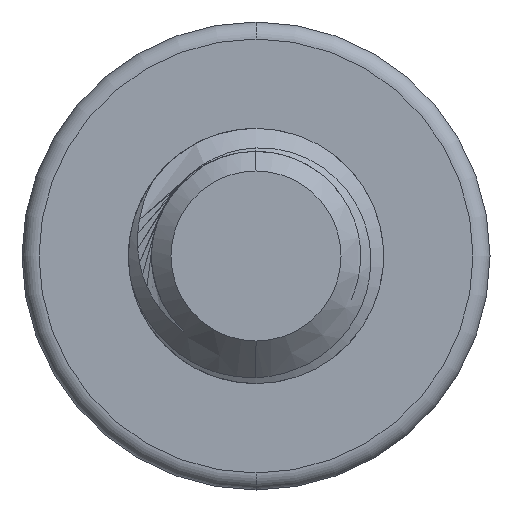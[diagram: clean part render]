
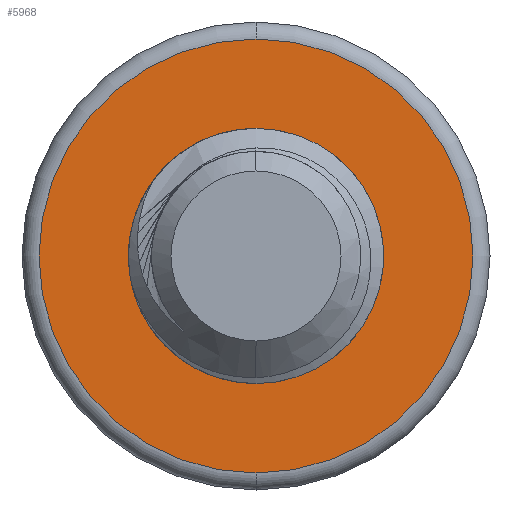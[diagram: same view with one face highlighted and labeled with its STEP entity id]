
A CAD part, front view. The second image highlights one B-rep face of the part: STEP entity #5968.
In plain terms, the highlighted planar face has unit normal (0, -1, 0).
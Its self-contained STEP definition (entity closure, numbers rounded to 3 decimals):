
#518 = DIRECTION ( 'NONE',  ( 0., -1., 0. ) ) ;
#1386 = AXIS2_PLACEMENT_3D ( 'NONE', #4698, #5292, #7399 ) ;
#1812 = DIRECTION ( 'NONE',  ( 0., 0., 1. ) ) ;
#1857 = CARTESIAN_POINT ( 'NONE',  ( 0., 50., 0. ) ) ;
#2261 = DIRECTION ( 'NONE',  ( 0., 0., 1. ) ) ;
#2340 = VERTEX_POINT ( 'NONE', #4813 ) ;
#2398 = EDGE_CURVE ( 'NONE', #7633, #2340, #7698, .T. ) ;
#2406 = CIRCLE ( 'NONE', #3538, 1.5 ) ;
#2732 = CARTESIAN_POINT ( 'NONE',  ( 0., 50., 1.5 ) ) ;
#3102 = EDGE_CURVE ( 'NONE', #2340, #7633, #3634, .T. ) ;
#3261 = DIRECTION ( 'NONE',  ( 0., 0., 1. ) ) ;
#3506 = DIRECTION ( 'NONE',  ( 0., 0., 1. ) ) ;
#3538 = AXIS2_PLACEMENT_3D ( 'NONE', #4870, #7649, #3506 ) ;
#3544 = ORIENTED_EDGE ( 'NONE', *, *, #7746, .T. ) ;
#3595 = PLANE ( 'NONE',  #7240 ) ;
#3634 = CIRCLE ( 'NONE', #6374, 2.55 ) ;
#3733 = FACE_OUTER_BOUND ( 'NONE', #7301, .T. ) ;
#3789 = VERTEX_POINT ( 'NONE', #6769 ) ;
#4698 = CARTESIAN_POINT ( 'NONE',  ( 0., 50., 0. ) ) ;
#4813 = CARTESIAN_POINT ( 'NONE',  ( 0., 50., -2.55 ) ) ;
#4870 = CARTESIAN_POINT ( 'NONE',  ( 0., 50., 0. ) ) ;
#5006 = DIRECTION ( 'NONE',  ( 0., 1., 0. ) ) ;
#5083 = VERTEX_POINT ( 'NONE', #2732 ) ;
#5277 = CIRCLE ( 'NONE', #1386, 1.5 ) ;
#5292 = DIRECTION ( 'NONE',  ( 0., 1., 0. ) ) ;
#5349 = ORIENTED_EDGE ( 'NONE', *, *, #2398, .T. ) ;
#5968 = ADVANCED_FACE ( 'NONE', ( #3733, #6486 ), #3595, .F. ) ;
#6374 = AXIS2_PLACEMENT_3D ( 'NONE', #8212, #518, #3261 ) ;
#6486 = FACE_BOUND ( 'NONE', #8676, .T. ) ;
#6622 = DIRECTION ( 'NONE',  ( 0., -1., 0. ) ) ;
#6769 = CARTESIAN_POINT ( 'NONE',  ( 0., 50., -1.5 ) ) ;
#7110 = CARTESIAN_POINT ( 'NONE',  ( 0., 50., 2.55 ) ) ;
#7240 = AXIS2_PLACEMENT_3D ( 'NONE', #7697, #5006, #2261 ) ;
#7301 = EDGE_LOOP ( 'NONE', ( #5349, #7680 ) ) ;
#7399 = DIRECTION ( 'NONE',  ( 0., 0., 1. ) ) ;
#7462 = ORIENTED_EDGE ( 'NONE', *, *, #8275, .T. ) ;
#7633 = VERTEX_POINT ( 'NONE', #7110 ) ;
#7649 = DIRECTION ( 'NONE',  ( 0., 1., 0. ) ) ;
#7680 = ORIENTED_EDGE ( 'NONE', *, *, #3102, .T. ) ;
#7697 = CARTESIAN_POINT ( 'NONE',  ( 0., 50., 0. ) ) ;
#7698 = CIRCLE ( 'NONE', #8857, 2.55 ) ;
#7746 = EDGE_CURVE ( 'NONE', #5083, #3789, #2406, .T. ) ;
#8212 = CARTESIAN_POINT ( 'NONE',  ( 0., 50., 0. ) ) ;
#8275 = EDGE_CURVE ( 'NONE', #3789, #5083, #5277, .T. ) ;
#8676 = EDGE_LOOP ( 'NONE', ( #7462, #3544 ) ) ;
#8857 = AXIS2_PLACEMENT_3D ( 'NONE', #1857, #6622, #1812 ) ;
